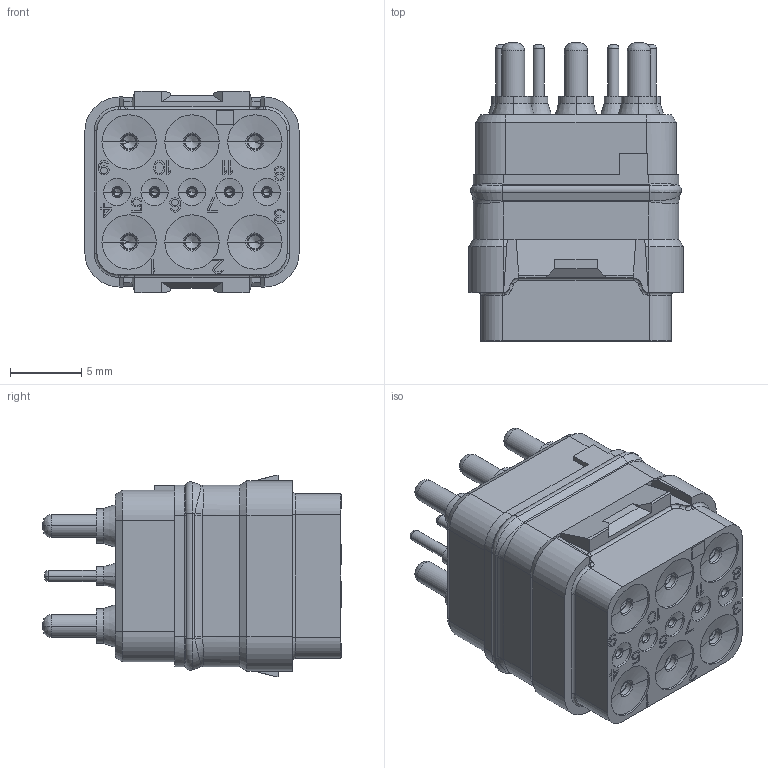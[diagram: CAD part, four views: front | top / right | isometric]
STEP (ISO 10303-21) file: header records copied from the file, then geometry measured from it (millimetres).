
FILE_DESCRIPTION((''),'2;1');
FILE_NAME('SIME9901PNC','2019-12-02T',('presta_be4'),(''),'CREO PARAMETRIC BY PTC INC, 2018360','CREO PARAMETRIC BY PTC INC, 2018360','');
FILE_SCHEMA(('CONFIG_CONTROL_DESIGN'));
Products named in the file (1): SIME9901PNC
Bounding box: 15 x 20.86 x 14.1 mm (x, y, z)
Volume: 1856 mm3; surface area: 4287.6 mm2
Topology: 1 solids, 1 shells, 2255 faces, 5459 edges, 3361 vertices
Faces by surface type: plane 1125, cylinder 480, torus 282, cone 268, bspline 100
Entity records: 68238 total; most frequent: CARTESIAN_POINT 14797, DIRECTION 11408, ORIENTED_EDGE 10874, EDGE_CURVE 5437, AXIS2_PLACEMENT_3D 3920, VECTOR 3568, LINE 3568, VERTEX_POINT 3361
